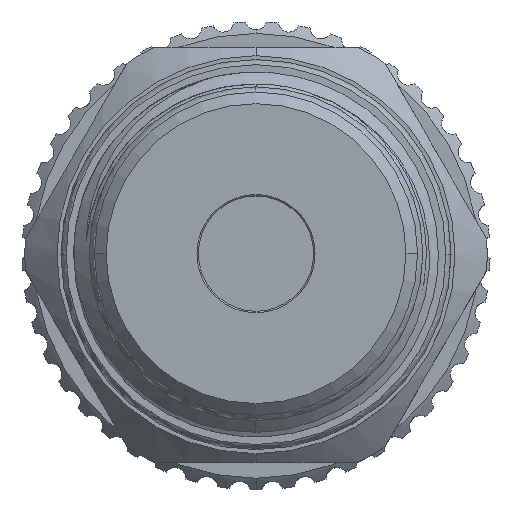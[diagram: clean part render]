
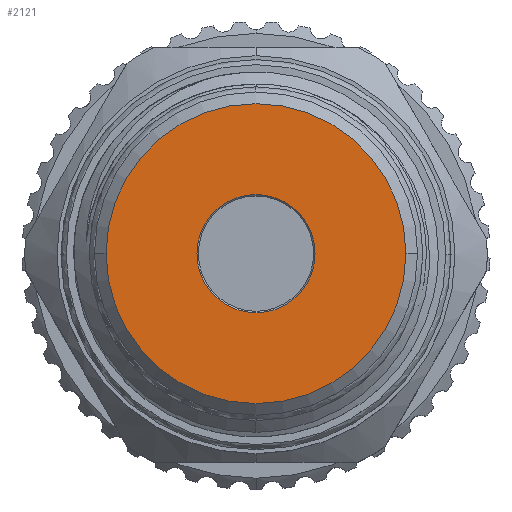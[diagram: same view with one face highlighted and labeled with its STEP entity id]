
A CAD part, top view. The second image highlights one B-rep face of the part: STEP entity #2121.
In plain terms, the highlighted planar face has unit normal (0, 0, 1).
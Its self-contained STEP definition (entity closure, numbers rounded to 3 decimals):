
#1494 = DIRECTION ( 'NONE',  ( -1., 0., 0. ) ) ;
#1495 = DIRECTION ( 'NONE',  ( 0., 0., -1. ) ) ;
#1500 = CARTESIAN_POINT ( 'NONE',  ( 0., 0., -392.09 ) ) ;
#1502 = PLANE ( 'NONE',  #13454 ) ;
#2121 = ADVANCED_FACE ( 'NONE', ( #4279, #4289 ), #1502, .F. ) ;
#3120 = ORIENTED_EDGE ( 'NONE', *, *, #32700, .F. ) ;
#3121 = ORIENTED_EDGE ( 'NONE', *, *, #32679, .F. ) ;
#3122 = ORIENTED_EDGE ( 'NONE', *, *, #32684, .F. ) ;
#3123 = ORIENTED_EDGE ( 'NONE', *, *, #32699, .F. ) ;
#3598 = EDGE_LOOP ( 'NONE', ( #3121, #3120 ) ) ;
#4279 = FACE_BOUND ( 'NONE', #31175, .T. ) ;
#4289 = FACE_OUTER_BOUND ( 'NONE', #3598, .T. ) ;
#5964 = CARTESIAN_POINT ( 'NONE',  ( 0., 0., -392.09 ) ) ;
#5965 = DIRECTION ( 'NONE',  ( 0., 0., -1. ) ) ;
#5966 = DIRECTION ( 'NONE',  ( -1., 0., 0. ) ) ;
#5976 = CARTESIAN_POINT ( 'NONE',  ( 0., 0., -392.09 ) ) ;
#5977 = DIRECTION ( 'NONE',  ( 0., 0., 1. ) ) ;
#5978 = DIRECTION ( 'NONE',  ( 1., 0., 0. ) ) ;
#6013 = CARTESIAN_POINT ( 'NONE',  ( 0., 0., -392.09 ) ) ;
#6014 = DIRECTION ( 'NONE',  ( 0., 0., 1. ) ) ;
#6015 = DIRECTION ( 'NONE',  ( 1., 0., 0. ) ) ;
#6016 = CARTESIAN_POINT ( 'NONE',  ( 0., 0., -392.09 ) ) ;
#6017 = DIRECTION ( 'NONE',  ( 0., 0., -1. ) ) ;
#6018 = DIRECTION ( 'NONE',  ( -1., 0., 0. ) ) ;
#9324 = CARTESIAN_POINT ( 'NONE',  ( -10.315, 0., -392.09 ) ) ;
#9331 = CARTESIAN_POINT ( 'NONE',  ( 10.315, 0., -392.09 ) ) ;
#9340 = CARTESIAN_POINT ( 'NONE',  ( -4.065, 0., -392.09 ) ) ;
#9361 = CARTESIAN_POINT ( 'NONE',  ( 4.065, 0., -392.09 ) ) ;
#13454 = AXIS2_PLACEMENT_3D ( 'NONE', #1500, #1495, #1494 ) ;
#17554 = CIRCLE ( 'NONE', #22901, 10.315 ) ;
#17565 = CIRCLE ( 'NONE', #22911, 4.065 ) ;
#17587 = CIRCLE ( 'NONE', #22931, 4.065 ) ;
#17588 = CIRCLE ( 'NONE', #22944, 10.315 ) ;
#22901 = AXIS2_PLACEMENT_3D ( 'NONE', #5964, #5965, #5966 ) ;
#22911 = AXIS2_PLACEMENT_3D ( 'NONE', #5976, #5977, #5978 ) ;
#22931 = AXIS2_PLACEMENT_3D ( 'NONE', #6013, #6014, #6015 ) ;
#22944 = AXIS2_PLACEMENT_3D ( 'NONE', #6016, #6017, #6018 ) ;
#31175 = EDGE_LOOP ( 'NONE', ( #3123, #3122 ) ) ;
#31491 = VERTEX_POINT ( 'NONE', #9324 ) ;
#31498 = VERTEX_POINT ( 'NONE', #9331 ) ;
#31507 = VERTEX_POINT ( 'NONE', #9340 ) ;
#31528 = VERTEX_POINT ( 'NONE', #9361 ) ;
#32679 = EDGE_CURVE ( 'NONE', #31491, #31498, #17554, .T. ) ;
#32684 = EDGE_CURVE ( 'NONE', #31507, #31528, #17565, .T. ) ;
#32699 = EDGE_CURVE ( 'NONE', #31528, #31507, #17587, .T. ) ;
#32700 = EDGE_CURVE ( 'NONE', #31498, #31491, #17588, .T. ) ;
